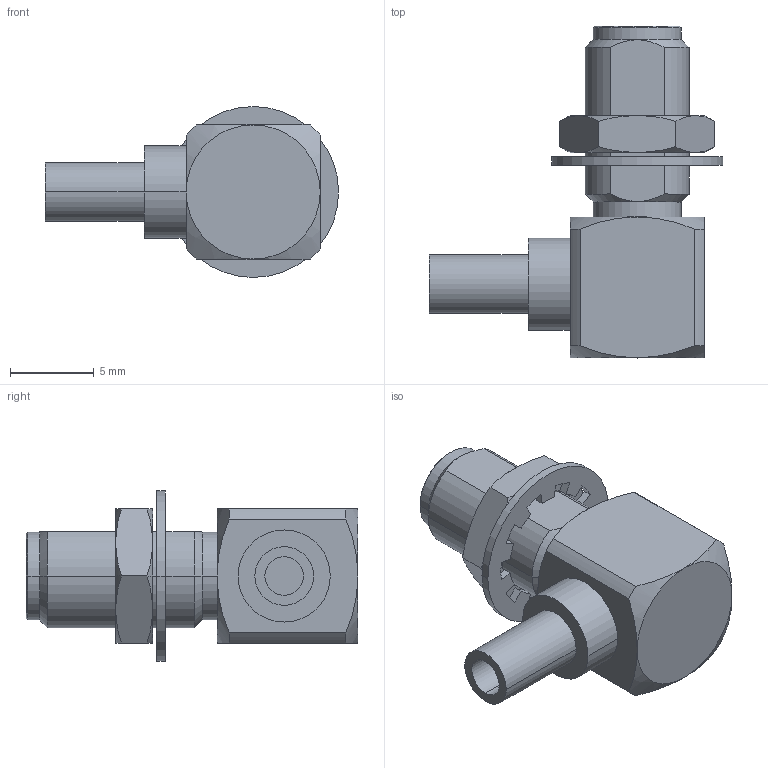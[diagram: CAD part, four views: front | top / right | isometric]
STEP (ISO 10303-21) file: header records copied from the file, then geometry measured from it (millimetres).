
FILE_DESCRIPTION (( 'STEP AP214' ), '1' );
FILE_NAME ('FMCN5450_3D.step', '2025-08-13T22:54:24', ( '' ), ( '' ), 'SwSTEP 2.0', 'SolidWorks 2022', '' );
FILE_SCHEMA (( 'AUTOMOTIVE_DESIGN' ));
Length unit declared in the file: inch
Products named in the file (1): FMCN5450_3D
Bounding box: 17.5 x 19.8 x 10.2 mm (x, y, z)
Volume: 982.9 mm3; surface area: 1032.5 mm2
Topology: 3 solids, 3 shells, 129 faces, 311 edges, 194 vertices
Faces by surface type: cylinder 46, plane 43, sphere 24, cone 16
Entity records: 5562 total; most frequent: DIRECTION 745, CARTESIAN_POINT 653, ORIENTED_EDGE 622, EDGE_CURVE 311, AXIS2_PLACEMENT_3D 306, VERTEX_POINT 194, CIRCLE 176, EDGE_LOOP 139
